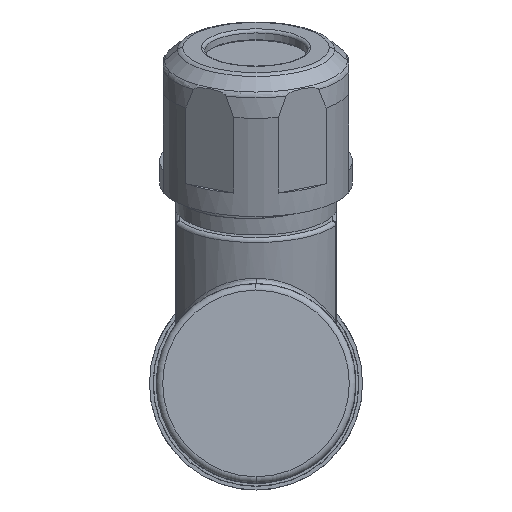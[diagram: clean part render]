
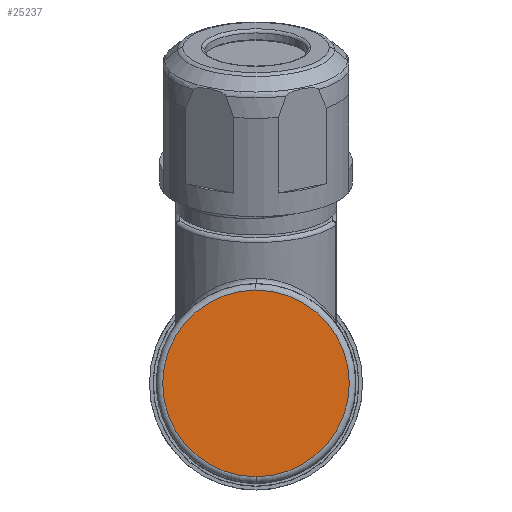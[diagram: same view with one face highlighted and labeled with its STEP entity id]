
A CAD part, front view. The second image highlights one B-rep face of the part: STEP entity #25237.
In plain terms, the highlighted planar face has unit normal (0, -1, 0).
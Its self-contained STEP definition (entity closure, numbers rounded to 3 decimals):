
#11001=CARTESIAN_POINT('',(0.,-54.4,0.));
#11002=DIRECTION('',(0.,1.,0.));
#11003=DIRECTION('',(0.,0.,1.));
#11004=AXIS2_PLACEMENT_3D('',#11001,#11002,#11003);
#11006=CARTESIAN_POINT('',(0.,-54.4,0.));
#11007=DIRECTION('',(0.,1.,0.));
#11008=DIRECTION('',(0.,0.,-1.));
#11009=AXIS2_PLACEMENT_3D('',#11006,#11007,#11008);
#13783=CARTESIAN_POINT('',(0.,-54.4,11.599));
#13784=CARTESIAN_POINT('',(0.,-54.4,-11.599));
#13785=VERTEX_POINT('',#13783);
#13786=VERTEX_POINT('',#13784);
#25228=CARTESIAN_POINT('',(0.,-54.4,0.));
#25229=DIRECTION('',(0.,1.,0.));
#25230=DIRECTION('',(0.,0.,1.));
#25231=AXIS2_PLACEMENT_3D('',#25228,#25229,#25230);
#25232=PLANE('',#25231);
#25233=ORIENTED_EDGE('',*,*,#25222,.T.);
#25234=ORIENTED_EDGE('',*,*,#25208,.T.);
#25235=EDGE_LOOP('',(#25233,#25234));
#25236=FACE_OUTER_BOUND('',#25235,.F.);
#11005=CIRCLE('',#11004,11.599);
#11010=CIRCLE('',#11009,11.599);
#25208=EDGE_CURVE('',#13786,#13785,#11010,.T.);
#25222=EDGE_CURVE('',#13785,#13786,#11005,.T.);
#25237=ADVANCED_FACE('',(#25236),#25232,.F.);
